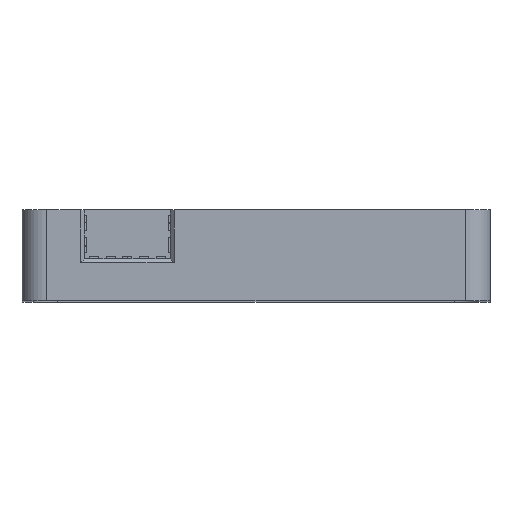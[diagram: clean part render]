
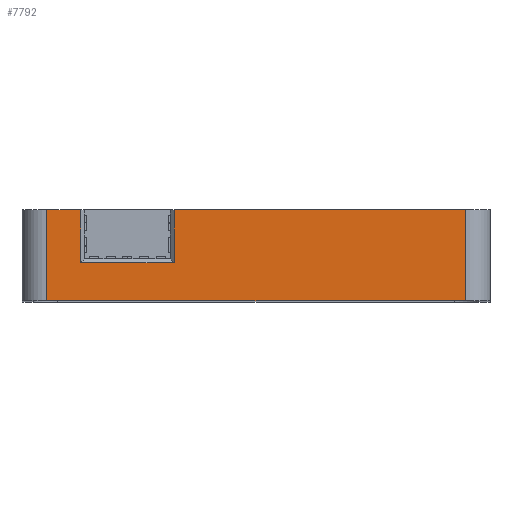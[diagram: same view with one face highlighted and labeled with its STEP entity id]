
A CAD part, top view. The second image highlights one B-rep face of the part: STEP entity #7792.
In plain terms, the highlighted planar face has unit normal (0, 0, 1).
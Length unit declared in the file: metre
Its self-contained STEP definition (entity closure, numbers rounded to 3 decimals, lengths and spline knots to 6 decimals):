
#1157=ORIENTED_EDGE('',*,*,#3250,.T.);
#1158=ORIENTED_EDGE('',*,*,#3251,.T.);
#1159=ORIENTED_EDGE('',*,*,#3090,.T.);
#1160=ORIENTED_EDGE('',*,*,#3252,.T.);
#1161=ORIENTED_EDGE('',*,*,#3253,.F.);
#1162=ORIENTED_EDGE('',*,*,#3254,.T.);
#1163=ORIENTED_EDGE('',*,*,#3093,.T.);
#1164=ORIENTED_EDGE('',*,*,#3255,.T.);
#3090=EDGE_CURVE('',#4133,#4134,#4894,.T.);
#3093=EDGE_CURVE('',#4136,#4135,#4897,.T.);
#3250=EDGE_CURVE('',#4226,#4227,#5042,.T.);
#3251=EDGE_CURVE('',#4227,#4133,#5043,.T.);
#3252=EDGE_CURVE('',#4134,#4228,#5044,.F.);
#3253=EDGE_CURVE('',#4229,#4228,#5045,.T.);
#3254=EDGE_CURVE('',#4229,#4136,#5046,.T.);
#3255=EDGE_CURVE('',#4135,#4226,#5047,.T.);
#4133=VERTEX_POINT('',#11907);
#4134=VERTEX_POINT('',#11908);
#4135=VERTEX_POINT('',#11911);
#4136=VERTEX_POINT('',#11913);
#4226=VERTEX_POINT('',#12197);
#4227=VERTEX_POINT('',#12198);
#4228=VERTEX_POINT('',#12201);
#4229=VERTEX_POINT('',#12203);
#4894=LINE('',#11906,#5873);
#4897=LINE('',#11912,#5876);
#5042=LINE('',#12196,#6021);
#5043=LINE('',#12199,#6022);
#5044=LINE('',#12200,#6023);
#5045=LINE('',#12202,#6024);
#5046=LINE('',#12204,#6025);
#5047=LINE('',#12205,#6026);
#5873=VECTOR('',#9441,1.);
#5876=VECTOR('',#9444,1.);
#6021=VECTOR('',#9687,1.);
#6022=VECTOR('',#9688,1.);
#6023=VECTOR('',#9689,1.);
#6024=VECTOR('',#9690,1.);
#6025=VECTOR('',#9691,1.);
#6026=VECTOR('',#9692,1.);
#6480=EDGE_LOOP('',(#1157,#1158,#1159,#1160,#1161,#1162,#1163,#1164));
#7010=FACE_BOUND('',#6480,.T.);
#7455=PLANE('',#8284);
#7792=ADVANCED_FACE('',(#7010),#7455,.F.);
#8284=AXIS2_PLACEMENT_3D('',#12195,#9685,#9686);
#9441=DIRECTION('',(-1.,0.,0.));
#9444=DIRECTION('',(-1.,0.,0.));
#9685=DIRECTION('',(0.,0.,-1.));
#9686=DIRECTION('',(-1.,0.,0.));
#9687=DIRECTION('',(-1.,0.,0.));
#9688=DIRECTION('',(0.,1.,0.));
#9689=DIRECTION('',(0.,1.,0.));
#9690=DIRECTION('',(-1.,0.,0.));
#9691=DIRECTION('',(0.,1.,0.));
#9692=DIRECTION('',(0.,-1.,0.));
#11906=CARTESIAN_POINT('',(0.,0.,0.075));
#11907=CARTESIAN_POINT('',(-0.028487,0.,0.075));
#11908=CARTESIAN_POINT('',(-0.034,0.,0.075));
#11911=CARTESIAN_POINT('',(-0.013287,0.,0.075));
#11912=CARTESIAN_POINT('',(0.,0.,0.075));
#11913=CARTESIAN_POINT('',(0.034,0.,0.075));
#12195=CARTESIAN_POINT('',(0.,-0.002,0.075));
#12196=CARTESIAN_POINT('',(0.,-0.0086,0.075));
#12197=CARTESIAN_POINT('',(-0.013287,-0.0086,0.075));
#12198=CARTESIAN_POINT('',(-0.028487,-0.0086,0.075));
#12199=CARTESIAN_POINT('',(-0.028487,0.,0.075));
#12200=CARTESIAN_POINT('',(-0.034,-0.002,0.075));
#12201=CARTESIAN_POINT('',(-0.034,-0.0148,0.075));
#12202=CARTESIAN_POINT('',(0.,-0.0148,0.075));
#12203=CARTESIAN_POINT('',(0.034,-0.0148,0.075));
#12204=CARTESIAN_POINT('',(0.034,0.,0.075));
#12205=CARTESIAN_POINT('',(-0.013287,-0.002,0.075));
